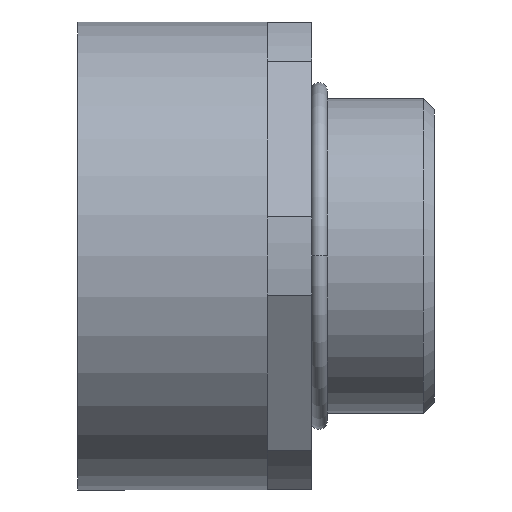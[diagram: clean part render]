
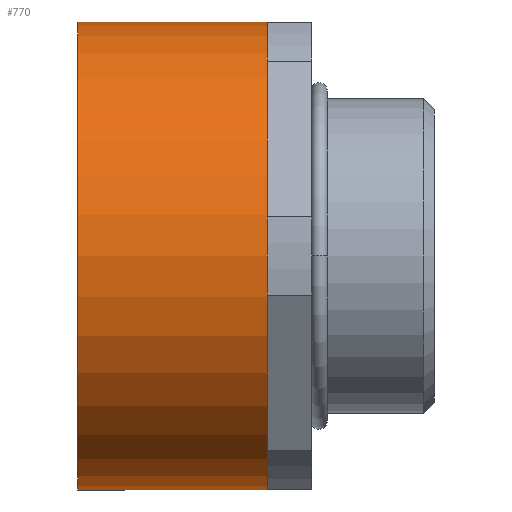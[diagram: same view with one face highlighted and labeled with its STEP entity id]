
A CAD part, left-side view. The second image highlights one B-rep face of the part: STEP entity #770.
In plain terms, the highlighted cylindrical face has radius 21 mm (diameter 42 mm), a partial arc.
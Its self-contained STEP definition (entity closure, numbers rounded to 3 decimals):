
#45 = CARTESIAN_POINT ( 'NONE',  ( 0., 12.783, 0. ) ) ;
#46 = DIRECTION ( 'NONE',  ( 0., 1., 0. ) ) ;
#47 = DIRECTION ( 'NONE',  ( 0., 0., 1. ) ) ;
#148 = CARTESIAN_POINT ( 'NONE',  ( 0., 16., 0. ) ) ;
#149 = DIRECTION ( 'NONE',  ( 0., 1., 0. ) ) ;
#150 = DIRECTION ( 'NONE',  ( 0., 0., 1. ) ) ;
#191 = LINE ( 'NONE', #192, #399 ) ;
#192 = CARTESIAN_POINT ( 'NONE',  ( 0., 12.783, -21. ) ) ;
#193 = DIRECTION ( 'NONE',  ( 0., 1., 0. ) ) ;
#200 = LINE ( 'NONE', #201, #395 ) ;
#201 = CARTESIAN_POINT ( 'NONE',  ( 0., 12.783, 21. ) ) ;
#202 = DIRECTION ( 'NONE',  ( 0., 1., 0. ) ) ;
#225 = CARTESIAN_POINT ( 'NONE',  ( 0., -1., 21. ) ) ;
#226 = CARTESIAN_POINT ( 'NONE',  ( -18.187, -1., 10.5 ) ) ;
#231 = CARTESIAN_POINT ( 'NONE',  ( 0., 16., 21. ) ) ;
#284 = VERTEX_POINT ( 'NONE', #679 ) ;
#290 = VERTEX_POINT ( 'NONE', #685 ) ;
#323 = EDGE_LOOP ( 'NONE', ( #481, #482, #483, #1111, #484, #485 ) ) ;
#350 = VERTEX_POINT ( 'NONE', #557 ) ;
#385 = FACE_OUTER_BOUND ( 'NONE', #323, .T. ) ;
#395 = VECTOR ( 'NONE', #202, 1000. ) ;
#399 = VECTOR ( 'NONE', #193, 1000. ) ;
#432 = AXIS2_PLACEMENT_3D ( 'NONE', #148, #149, #150 ) ;
#437 = AXIS2_PLACEMENT_3D ( 'NONE', #45, #46, #47 ) ;
#481 = ORIENTED_EDGE ( 'NONE', *, *, #851, .F. ) ;
#482 = ORIENTED_EDGE ( 'NONE', *, *, #712, .T. ) ;
#483 = ORIENTED_EDGE ( 'NONE', *, *, #716, .T. ) ;
#484 = ORIENTED_EDGE ( 'NONE', *, *, #854, .T. ) ;
#485 = ORIENTED_EDGE ( 'NONE', *, *, #802, .F. ) ;
#557 = CARTESIAN_POINT ( 'NONE',  ( -18.187, -1., -10.5 ) ) ;
#618 = CARTESIAN_POINT ( 'NONE',  ( 0., -1., 0. ) ) ;
#679 = CARTESIAN_POINT ( 'NONE',  ( 0., -1., -21. ) ) ;
#685 = CARTESIAN_POINT ( 'NONE',  ( 0., 16., -21. ) ) ;
#712 = EDGE_CURVE ( 'NONE', #284, #350, #865, .T. ) ;
#716 = EDGE_CURVE ( 'NONE', #350, #1054, #867, .T. ) ;
#722 = EDGE_CURVE ( 'NONE', #1054, #1053, #871, .T. ) ;
#770 = ADVANCED_FACE ( 'NONE', ( #385 ), #1114, .T. ) ;
#802 = EDGE_CURVE ( 'NONE', #290, #1059, #809, .T. ) ;
#809 = CIRCLE ( 'NONE', #432, 21. ) ;
#851 = EDGE_CURVE ( 'NONE', #284, #290, #191, .T. ) ;
#854 = EDGE_CURVE ( 'NONE', #1053, #1059, #200, .T. ) ;
#865 = CIRCLE ( 'NONE', #1214, 21. ) ;
#867 = CIRCLE ( 'NONE', #1209, 21. ) ;
#871 = CIRCLE ( 'NONE', #1201, 21. ) ;
#900 = DIRECTION ( 'NONE',  ( 0., 1., 0. ) ) ;
#901 = DIRECTION ( 'NONE',  ( 0., 0., 1. ) ) ;
#905 = CARTESIAN_POINT ( 'NONE',  ( 0., -1., 0. ) ) ;
#912 = DIRECTION ( 'NONE',  ( 0., 1., 0. ) ) ;
#913 = DIRECTION ( 'NONE',  ( 0., 0., 1. ) ) ;
#929 = CARTESIAN_POINT ( 'NONE',  ( 0., -1., 0. ) ) ;
#930 = DIRECTION ( 'NONE',  ( 0., 1., 0. ) ) ;
#931 = DIRECTION ( 'NONE',  ( 0., 0., 1. ) ) ;
#1053 = VERTEX_POINT ( 'NONE', #225 ) ;
#1054 = VERTEX_POINT ( 'NONE', #226 ) ;
#1059 = VERTEX_POINT ( 'NONE', #231 ) ;
#1111 = ORIENTED_EDGE ( 'NONE', *, *, #722, .T. ) ;
#1114 = CYLINDRICAL_SURFACE ( 'NONE', #437, 21. ) ;
#1201 = AXIS2_PLACEMENT_3D ( 'NONE', #929, #930, #931 ) ;
#1209 = AXIS2_PLACEMENT_3D ( 'NONE', #905, #912, #913 ) ;
#1214 = AXIS2_PLACEMENT_3D ( 'NONE', #618, #900, #901 ) ;
